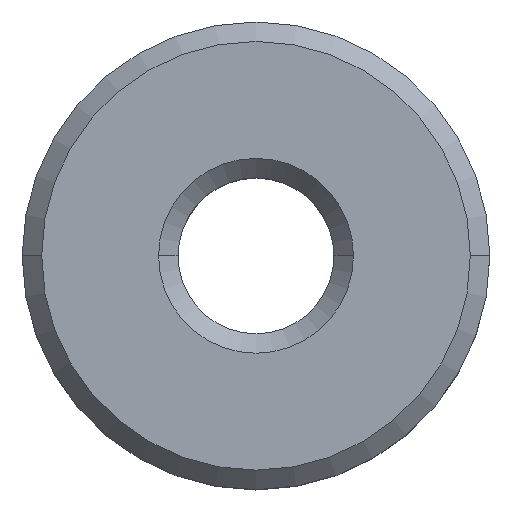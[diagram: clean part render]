
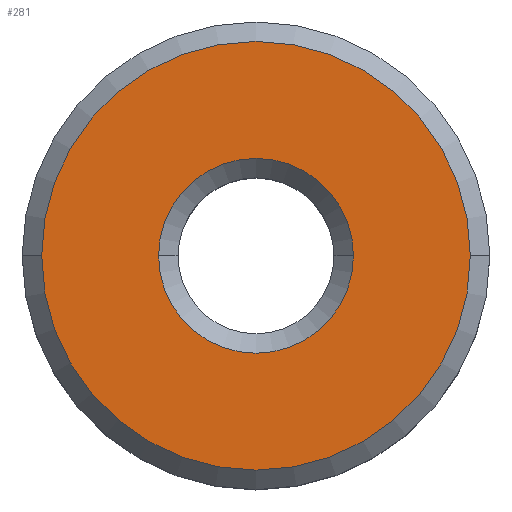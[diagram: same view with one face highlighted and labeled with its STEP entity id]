
A CAD part, top view. The second image highlights one B-rep face of the part: STEP entity #281.
In plain terms, the highlighted planar face has unit normal (0, 0, 1).
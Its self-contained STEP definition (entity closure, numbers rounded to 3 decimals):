
#20 = CARTESIAN_POINT ( 'NONE',  ( -0.556, 0., 2.167 ) ) ;
#21 = ORIENTED_EDGE ( 'NONE', *, *, #126, .T. ) ;
#22 = FACE_OUTER_BOUND ( 'NONE', #36, .T. ) ;
#23 = VERTEX_POINT ( 'NONE', #356 ) ;
#36 = EDGE_LOOP ( 'NONE', ( #256, #182 ) ) ;
#37 = CARTESIAN_POINT ( 'NONE',  ( 0., 0., 2.167 ) ) ;
#45 = EDGE_CURVE ( 'NONE', #23, #64, #99, .T. ) ;
#46 = DIRECTION ( 'NONE',  ( 1., 0., 0. ) ) ;
#64 = VERTEX_POINT ( 'NONE', #93 ) ;
#66 = DIRECTION ( 'NONE',  ( 0., 0., 1. ) ) ;
#73 = DIRECTION ( 'NONE',  ( 0., 0., -1. ) ) ;
#93 = CARTESIAN_POINT ( 'NONE',  ( -1.224, 0., 2.167 ) ) ;
#97 = EDGE_CURVE ( 'NONE', #64, #23, #174, .T. ) ;
#99 = CIRCLE ( 'NONE', #335, 1.224 ) ;
#126 = EDGE_CURVE ( 'NONE', #149, #223, #164, .T. ) ;
#138 = CARTESIAN_POINT ( 'NONE',  ( 0., 0., 2.167 ) ) ;
#149 = VERTEX_POINT ( 'NONE', #389 ) ;
#156 = DIRECTION ( 'NONE',  ( 1., 0., 0. ) ) ;
#164 = CIRCLE ( 'NONE', #191, 0.556 ) ;
#174 = CIRCLE ( 'NONE', #238, 1.224 ) ;
#177 = CARTESIAN_POINT ( 'NONE',  ( 0., 0., 2.167 ) ) ;
#182 = ORIENTED_EDGE ( 'NONE', *, *, #45, .T. ) ;
#189 = AXIS2_PLACEMENT_3D ( 'NONE', #370, #336, #210 ) ;
#191 = AXIS2_PLACEMENT_3D ( 'NONE', #138, #73, #46 ) ;
#209 = ORIENTED_EDGE ( 'NONE', *, *, #351, .T. ) ;
#210 = DIRECTION ( 'NONE',  ( 1., 0., 0. ) ) ;
#223 = VERTEX_POINT ( 'NONE', #20 ) ;
#238 = AXIS2_PLACEMENT_3D ( 'NONE', #37, #292, #414 ) ;
#240 = FACE_BOUND ( 'NONE', #346, .T. ) ;
#256 = ORIENTED_EDGE ( 'NONE', *, *, #97, .T. ) ;
#269 = AXIS2_PLACEMENT_3D ( 'NONE', #177, #280, #401 ) ;
#280 = DIRECTION ( 'NONE',  ( 0., 0., -1. ) ) ;
#281 = ADVANCED_FACE ( 'NONE', ( #240, #22 ), #368, .T. ) ;
#292 = DIRECTION ( 'NONE',  ( 0., 0., 1. ) ) ;
#308 = CIRCLE ( 'NONE', #269, 0.556 ) ;
#335 = AXIS2_PLACEMENT_3D ( 'NONE', #382, #66, #156 ) ;
#336 = DIRECTION ( 'NONE',  ( 0., 0., 1. ) ) ;
#346 = EDGE_LOOP ( 'NONE', ( #21, #209 ) ) ;
#351 = EDGE_CURVE ( 'NONE', #223, #149, #308, .T. ) ;
#356 = CARTESIAN_POINT ( 'NONE',  ( 1.224, 0., 2.167 ) ) ;
#368 = PLANE ( 'NONE',  #189 ) ;
#370 = CARTESIAN_POINT ( 'NONE',  ( 0., 0., 2.167 ) ) ;
#382 = CARTESIAN_POINT ( 'NONE',  ( 0., 0., 2.167 ) ) ;
#389 = CARTESIAN_POINT ( 'NONE',  ( 0.556, 0., 2.167 ) ) ;
#401 = DIRECTION ( 'NONE',  ( 1., 0., 0. ) ) ;
#414 = DIRECTION ( 'NONE',  ( 1., 0., 0. ) ) ;
